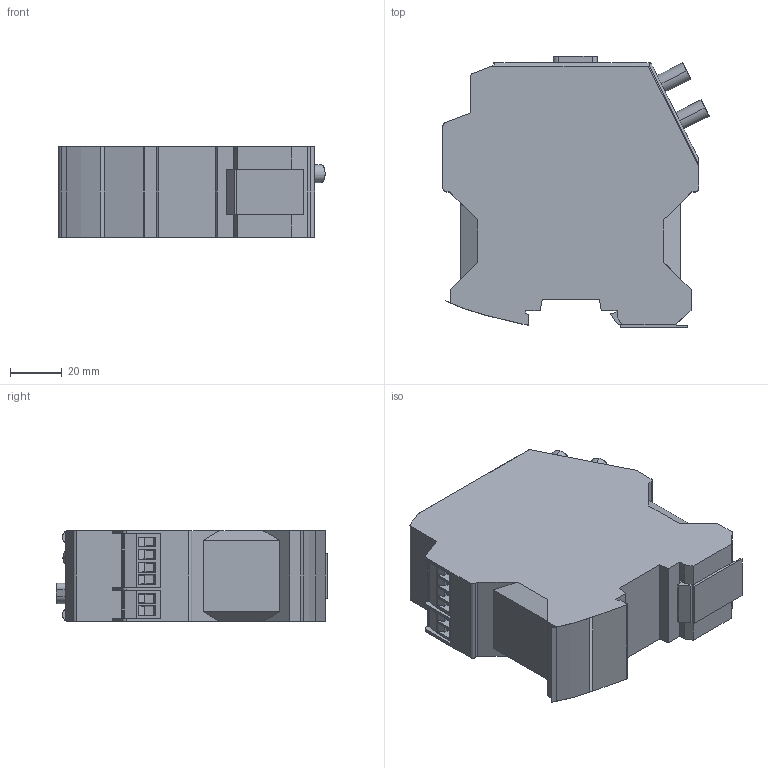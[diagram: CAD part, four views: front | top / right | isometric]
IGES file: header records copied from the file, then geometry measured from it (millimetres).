
Global section: file name: 2708371_PSI_MOS_RS232_FO_850_E_select.igs; native system: CoCreate Modeling 3D IGES; preprocessor: 16.00A  16-Aug-2008; date: 20090928.151938; units: millimetre
Bounding box: 103.04 x 105 x 35.2 mm (x, y, z)
Surface area: 32361.2 mm2 (no closed solid volume)
Topology: 0 solids, 0 shells, 201 faces, 1604 edges, 1604 vertices
Faces by surface type: bspline 201
